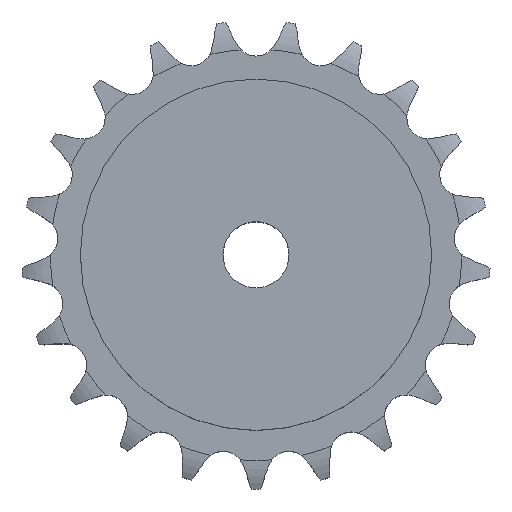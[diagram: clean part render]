
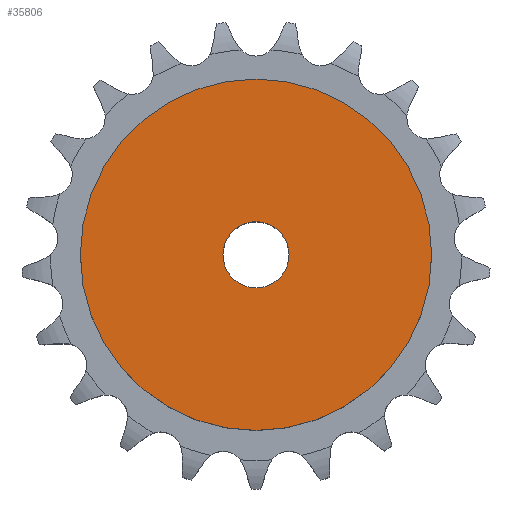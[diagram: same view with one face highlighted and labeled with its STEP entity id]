
A CAD part, top view. The second image highlights one B-rep face of the part: STEP entity #35806.
In plain terms, the highlighted planar face has unit normal (0, 0, 1).
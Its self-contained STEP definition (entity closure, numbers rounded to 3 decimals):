
#19164 = CYLINDRICAL_SURFACE('',#19165,8.);
#19165 = AXIS2_PLACEMENT_3D('',#19166,#19167,#19168);
#19166 = CARTESIAN_POINT('',(0.,0.,180.712));
#19167 = DIRECTION('',(0.,0.,1.));
#19168 = DIRECTION('',(1.,0.,0.));
#24589 = EDGE_CURVE('',#24590,#24590,#24592,.T.);
#24590 = VERTEX_POINT('',#24591);
#24591 = CARTESIAN_POINT('',(8.,0.,45.));
#24592 = SURFACE_CURVE('',#24593,(#24598,#24605),.PCURVE_S1.);
#24593 = CIRCLE('',#24594,8.);
#24594 = AXIS2_PLACEMENT_3D('',#24595,#24596,#24597);
#24595 = CARTESIAN_POINT('',(0.,0.,45.));
#24596 = DIRECTION('',(0.,0.,1.));
#24597 = DIRECTION('',(1.,0.,0.));
#24598 = PCURVE('',#19164,#24599);
#24599 = DEFINITIONAL_REPRESENTATION('',(#24600),#24604);
#24600 = LINE('',#24601,#24602);
#24601 = CARTESIAN_POINT('',(0.,-135.712));
#24602 = VECTOR('',#24603,1.);
#24603 = DIRECTION('',(1.,0.));
#24604 = ( GEOMETRIC_REPRESENTATION_CONTEXT(2) 
PARAMETRIC_REPRESENTATION_CONTEXT() REPRESENTATION_CONTEXT('2D SPACE',''
  ) );
#24605 = PCURVE('',#24606,#24611);
#24606 = PLANE('',#24607);
#24607 = AXIS2_PLACEMENT_3D('',#24608,#24609,#24610);
#24608 = CARTESIAN_POINT('',(0.,0.,45.
    ));
#24609 = DIRECTION('',(0.,0.,1.));
#24610 = DIRECTION('',(1.,0.,0.));
#24611 = DEFINITIONAL_REPRESENTATION('',(#24612),#24616);
#24612 = CIRCLE('',#24613,8.);
#24613 = AXIS2_PLACEMENT_2D('',#24614,#24615);
#24614 = CARTESIAN_POINT('',(0.,0.));
#24615 = DIRECTION('',(1.,0.));
#24616 = ( GEOMETRIC_REPRESENTATION_CONTEXT(2) 
PARAMETRIC_REPRESENTATION_CONTEXT() REPRESENTATION_CONTEXT('2D SPACE',''
  ) );
#35806 = ADVANCED_FACE('',(#35807,#35838),#24606,.T.);
#35807 = FACE_BOUND('',#35808,.T.);
#35808 = EDGE_LOOP('',(#35809));
#35809 = ORIENTED_EDGE('',*,*,#35810,.T.);
#35810 = EDGE_CURVE('',#35811,#35811,#35813,.T.);
#35811 = VERTEX_POINT('',#35812);
#35812 = CARTESIAN_POINT('',(42.5,0.,45.));
#35813 = SURFACE_CURVE('',#35814,(#35819,#35826),.PCURVE_S1.);
#35814 = CIRCLE('',#35815,42.5);
#35815 = AXIS2_PLACEMENT_3D('',#35816,#35817,#35818);
#35816 = CARTESIAN_POINT('',(0.,0.,45.));
#35817 = DIRECTION('',(0.,0.,1.));
#35818 = DIRECTION('',(1.,0.,0.));
#35819 = PCURVE('',#24606,#35820);
#35820 = DEFINITIONAL_REPRESENTATION('',(#35821),#35825);
#35821 = CIRCLE('',#35822,42.5);
#35822 = AXIS2_PLACEMENT_2D('',#35823,#35824);
#35823 = CARTESIAN_POINT('',(0.,0.));
#35824 = DIRECTION('',(1.,0.));
#35825 = ( GEOMETRIC_REPRESENTATION_CONTEXT(2) 
PARAMETRIC_REPRESENTATION_CONTEXT() REPRESENTATION_CONTEXT('2D SPACE',''
  ) );
#35826 = PCURVE('',#35827,#35832);
#35827 = CYLINDRICAL_SURFACE('',#35828,42.5);
#35828 = AXIS2_PLACEMENT_3D('',#35829,#35830,#35831);
#35829 = CARTESIAN_POINT('',(0.,0.,0.));
#35830 = DIRECTION('',(-0.,-0.,-1.));
#35831 = DIRECTION('',(1.,0.,0.));
#35832 = DEFINITIONAL_REPRESENTATION('',(#35833),#35837);
#35833 = LINE('',#35834,#35835);
#35834 = CARTESIAN_POINT('',(-0.,-45.));
#35835 = VECTOR('',#35836,1.);
#35836 = DIRECTION('',(-1.,0.));
#35837 = ( GEOMETRIC_REPRESENTATION_CONTEXT(2) 
PARAMETRIC_REPRESENTATION_CONTEXT() REPRESENTATION_CONTEXT('2D SPACE',''
  ) );
#35838 = FACE_BOUND('',#35839,.T.);
#35839 = EDGE_LOOP('',(#35840));
#35840 = ORIENTED_EDGE('',*,*,#24589,.F.);
